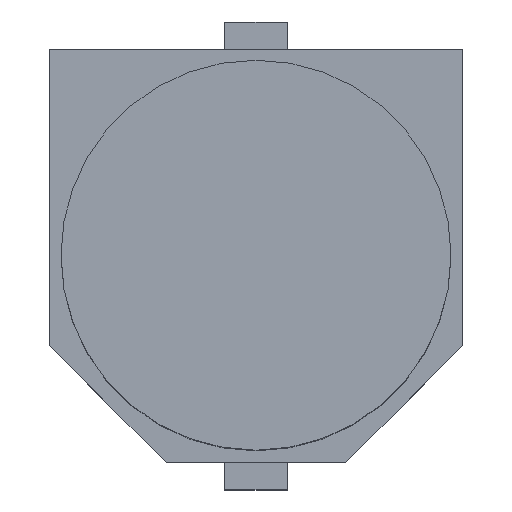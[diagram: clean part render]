
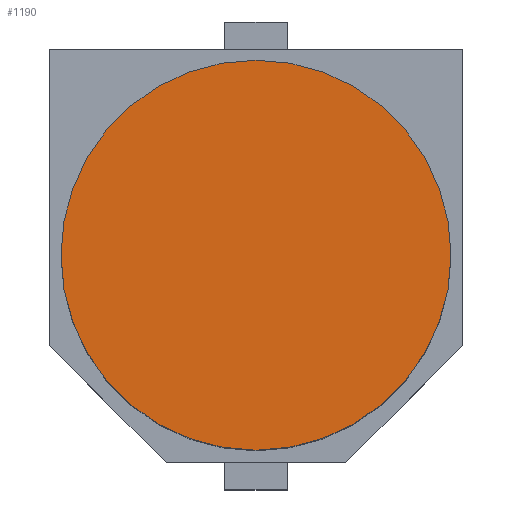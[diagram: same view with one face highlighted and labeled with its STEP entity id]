
A CAD part, top view. The second image highlights one B-rep face of the part: STEP entity #1190.
In plain terms, the highlighted planar face has unit normal (0, 0, 1).
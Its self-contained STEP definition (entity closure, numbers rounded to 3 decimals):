
#11 = CIRCLE ( 'NONE', #1145, 2.5 ) ;
#54 = CARTESIAN_POINT ( 'NONE',  ( 0., 0., 6. ) ) ;
#120 = DIRECTION ( 'NONE',  ( 0., 0., 1. ) ) ;
#122 = EDGE_LOOP ( 'NONE', ( #613, #1253 ) ) ;
#162 = DIRECTION ( 'NONE',  ( 0., 0., -1. ) ) ;
#226 = CARTESIAN_POINT ( 'NONE',  ( 0., 0., 6. ) ) ;
#284 = FACE_OUTER_BOUND ( 'NONE', #122, .T. ) ;
#407 = VERTEX_POINT ( 'NONE', #755 ) ;
#529 = DIRECTION ( 'NONE',  ( -1., 0., 0. ) ) ;
#613 = ORIENTED_EDGE ( 'NONE', *, *, #729, .F. ) ;
#634 = CARTESIAN_POINT ( 'NONE',  ( 2.5, 0., 6. ) ) ;
#729 = EDGE_CURVE ( 'NONE', #407, #1198, #801, .T. ) ;
#755 = CARTESIAN_POINT ( 'NONE',  ( -2.5, 0., 6. ) ) ;
#801 = CIRCLE ( 'NONE', #892, 2.5 ) ;
#892 = AXIS2_PLACEMENT_3D ( 'NONE', #54, #162, #965 ) ;
#909 = AXIS2_PLACEMENT_3D ( 'NONE', #1137, #120, #1126 ) ;
#911 = PLANE ( 'NONE',  #909 ) ;
#965 = DIRECTION ( 'NONE',  ( -1., 0., 0. ) ) ;
#1126 = DIRECTION ( 'NONE',  ( 1., 0., 0. ) ) ;
#1133 = DIRECTION ( 'NONE',  ( 0., 0., -1. ) ) ;
#1137 = CARTESIAN_POINT ( 'NONE',  ( 0., 0., 6. ) ) ;
#1145 = AXIS2_PLACEMENT_3D ( 'NONE', #226, #1133, #529 ) ;
#1190 = ADVANCED_FACE ( 'NONE', ( #284 ), #911, .T. ) ;
#1198 = VERTEX_POINT ( 'NONE', #634 ) ;
#1202 = EDGE_CURVE ( 'NONE', #1198, #407, #11, .T. ) ;
#1253 = ORIENTED_EDGE ( 'NONE', *, *, #1202, .F. ) ;
